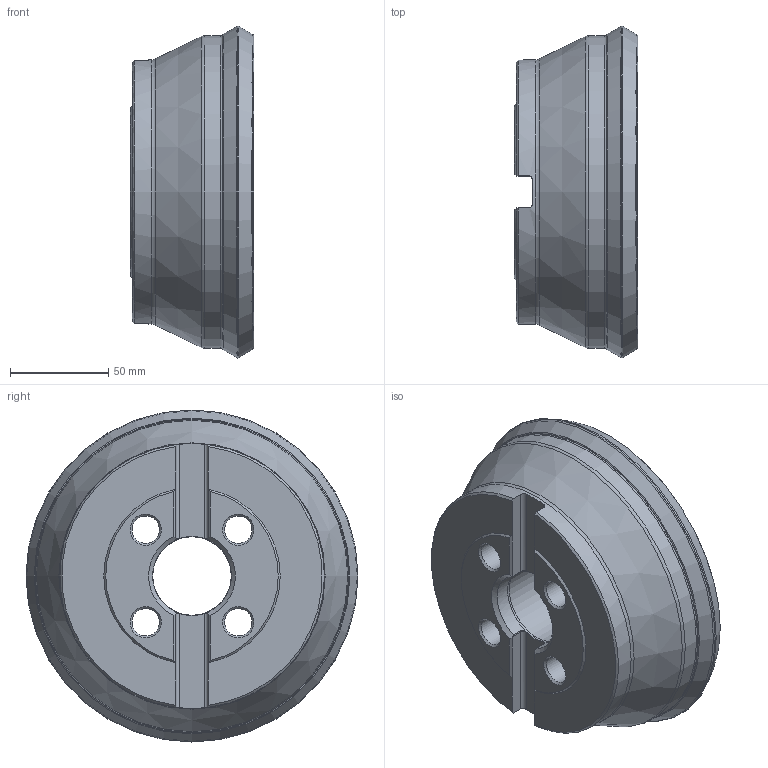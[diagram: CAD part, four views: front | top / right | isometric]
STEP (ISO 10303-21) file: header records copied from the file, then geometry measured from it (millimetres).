
FILE_DESCRIPTION(/* description */ (''),/* implementation_level */ '2;1');
FILE_NAME(/* name */ '202810981ndi000_00.stp',/* time_stamp */ '2020-01-23T07:57:57+01:00',/* author */ (''),/* organization */ (''),/* preprocessor_version */ 'ST-DEVELOPER v16.7',/* originating_system */ 'SIEMENS PLM Software NX 12.0',/* authorisation */ '');
FILE_SCHEMA (('AUTOMOTIVE_DESIGN { 1 0 10303 214 3 1 1 1 }'));
Length unit declared in the file: millimetre
Products named in the file (1): mp541388B794jnpd
Bounding box: 63 x 169.34 x 169.34 mm (x, y, z)
Volume: 903022.1 mm3; surface area: 103414.1 mm2
Topology: 2 solids, 2 shells, 101 faces, 269 edges, 171 vertices
Faces by surface type: plane 25, cylinder 24, cone 20, torus 20, revolution 12
Full cylindrical faces by diameter (mm): 14 x4, 20 x4, 40.022 x1, 40.2 x1, 135 x1, 159.427 x1
Entity records: 3227 total; most frequent: CARTESIAN_POINT 1012, DIRECTION 446, ORIENTED_EDGE 398, EDGE_CURVE 199, AXIS2_PLACEMENT_3D 197, EDGE_LOOP 158, VERTEX_POINT 147, FACE_BOUND 112
